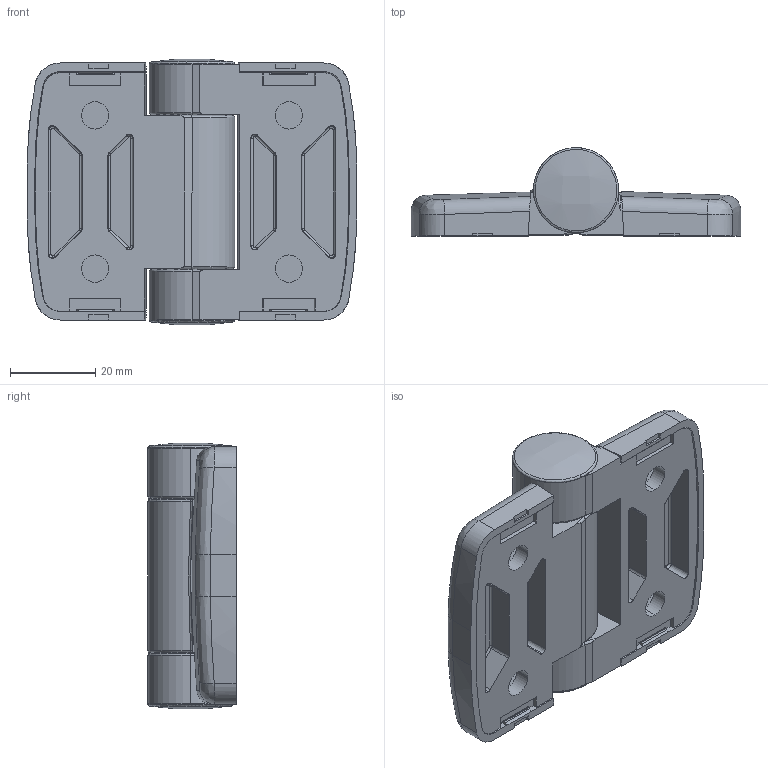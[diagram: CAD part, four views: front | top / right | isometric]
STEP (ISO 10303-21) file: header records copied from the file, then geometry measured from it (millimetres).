
FILE_DESCRIPTION (( 'STEP AP214' ), '1' );
FILE_NAME ('095s4040a00.STEP', '2014-10-01T09:29:35', ( 'Not-Admin' ), ( 'Hewlett-Packard Company' ), 'SwSTEP 2.0', 'SolidWorks 2014', '' );
FILE_SCHEMA (( 'AUTOMOTIVE_DESIGN' ));
Length unit declared in the file: millimetre
Products named in the file (1): 095s4040a00
Bounding box: 77.42 x 20.74 x 62.46 mm (x, y, z)
Volume: 40103.7 mm3; surface area: 31636.3 mm2
Topology: 6 solids, 6 shells, 576 faces, 1435 edges, 881 vertices
Faces by surface type: plane 207, cylinder 192, bspline 141, cone 36
Entity records: 26651 total; most frequent: CARTESIAN_POINT 7257, ORIENTED_EDGE 2858, DIRECTION 2551, EDGE_CURVE 1429, AXIS2_PLACEMENT_3D 894, VERTEX_POINT 881, VECTOR 763, LINE 763
